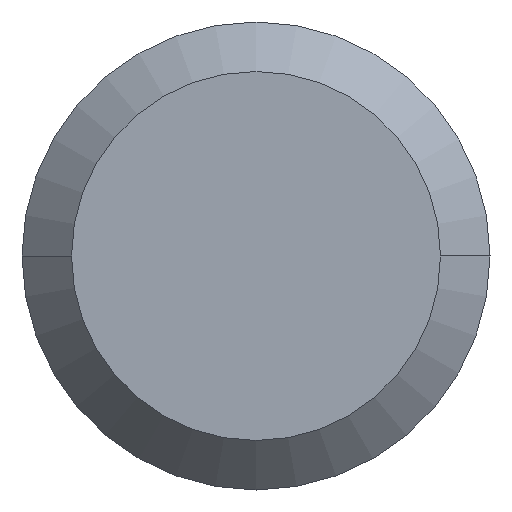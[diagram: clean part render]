
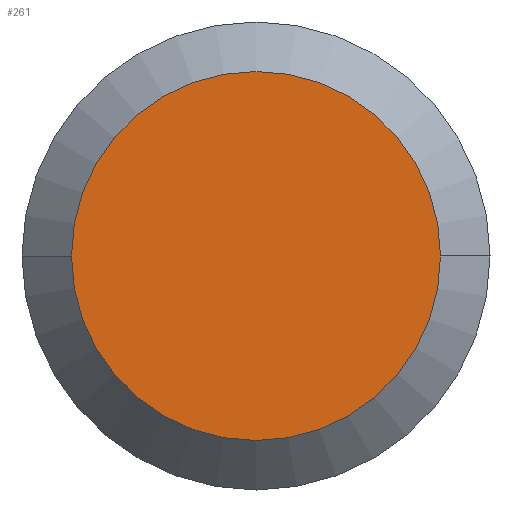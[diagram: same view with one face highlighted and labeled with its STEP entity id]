
A CAD part, left-side view. The second image highlights one B-rep face of the part: STEP entity #261.
In plain terms, the highlighted planar face has unit normal (-1, 0, 0).
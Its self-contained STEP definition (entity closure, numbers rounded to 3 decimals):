
#18 = PLANE ( 'NONE',  #62 ) ;
#26 = VERTEX_POINT ( 'NONE', #154 ) ;
#42 = DIRECTION ( 'NONE',  ( 0., 1., 0. ) ) ;
#62 = AXIS2_PLACEMENT_3D ( 'NONE', #294, #398, #363 ) ;
#87 = AXIS2_PLACEMENT_3D ( 'NONE', #257, #352, #42 ) ;
#91 = DIRECTION ( 'NONE',  ( 1., 0., 0. ) ) ;
#92 = CARTESIAN_POINT ( 'NONE',  ( 0., 2.365, 0. ) ) ;
#108 = CIRCLE ( 'NONE', #247, 2.365 ) ;
#129 = DIRECTION ( 'NONE',  ( 0., 1., 0. ) ) ;
#134 = ORIENTED_EDGE ( 'NONE', *, *, #159, .F. ) ;
#148 = EDGE_LOOP ( 'NONE', ( #406, #134 ) ) ;
#154 = CARTESIAN_POINT ( 'NONE',  ( 0., -2.365, 0. ) ) ;
#159 = EDGE_CURVE ( 'NONE', #26, #308, #370, .T. ) ;
#247 = AXIS2_PLACEMENT_3D ( 'NONE', #319, #91, #129 ) ;
#257 = CARTESIAN_POINT ( 'NONE',  ( 0., 0., 0. ) ) ;
#261 = ADVANCED_FACE ( 'NONE', ( #273 ), #18, .T. ) ;
#273 = FACE_OUTER_BOUND ( 'NONE', #148, .T. ) ;
#294 = CARTESIAN_POINT ( 'NONE',  ( 0., 0., 0. ) ) ;
#308 = VERTEX_POINT ( 'NONE', #92 ) ;
#319 = CARTESIAN_POINT ( 'NONE',  ( 0., 0., 0. ) ) ;
#352 = DIRECTION ( 'NONE',  ( 1., 0., 0. ) ) ;
#363 = DIRECTION ( 'NONE',  ( 0., -1., 0. ) ) ;
#364 = EDGE_CURVE ( 'NONE', #308, #26, #108, .T. ) ;
#370 = CIRCLE ( 'NONE', #87, 2.365 ) ;
#398 = DIRECTION ( 'NONE',  ( -1., 0., 0. ) ) ;
#406 = ORIENTED_EDGE ( 'NONE', *, *, #364, .F. ) ;
